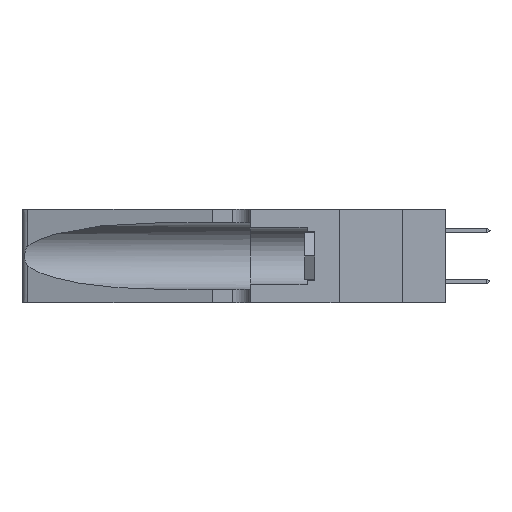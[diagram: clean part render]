
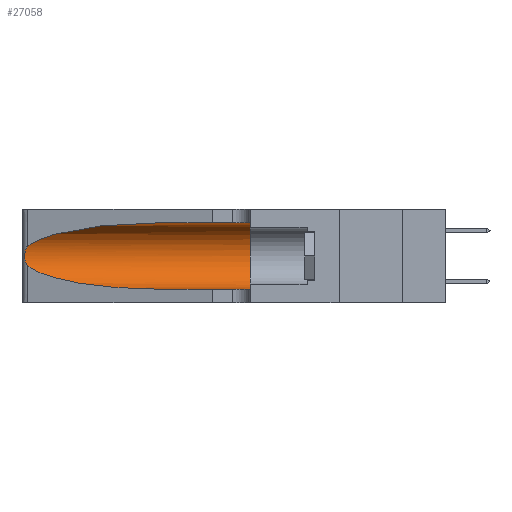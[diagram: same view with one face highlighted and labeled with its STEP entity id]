
A CAD part, left-side view. The second image highlights one B-rep face of the part: STEP entity #27058.
In plain terms, the highlighted cylindrical face has radius 3.308 mm (diameter 6.617 mm), a partial arc.
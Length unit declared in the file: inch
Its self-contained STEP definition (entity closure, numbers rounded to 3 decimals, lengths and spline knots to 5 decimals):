
#2188 = ORIENTED_EDGE ( 'NONE', *, *, #6980, .T. ) ;
#2199 = CARTESIAN_POINT ( 'NONE',  ( 0.25789, 1.23486, 0.15765 ) ) ;
#2298 = CARTESIAN_POINT ( 'NONE',  ( 0.2373, 1.15595, 0.08982 ) ) ;
#2355 = CARTESIAN_POINT ( 'NONE',  ( 0.1305, 0.35, 0.31525 ) ) ;
#3356 = DIRECTION ( 'NONE',  ( 0., -1., 0. ) ) ;
#4080 = ORIENTED_EDGE ( 'NONE', *, *, #26204, .F. ) ;
#5165 = CARTESIAN_POINT ( 'NONE',  ( 0.25487, 1.22718, 0.14631 ) ) ;
#5315 = LINE ( 'NONE', #33914, #31506 ) ;
#6127 = CARTESIAN_POINT ( 'NONE',  ( 0.1305, 0.72297, 0.31525 ) ) ;
#6554 = CARTESIAN_POINT ( 'NONE',  ( 0.25487, 1.22718, 0.22369 ) ) ;
#6980 = EDGE_CURVE ( 'NONE', #44485, #16224, #31291, .T. ) ;
#8759 = CARTESIAN_POINT ( 'NONE',  ( 0.1305, 0.72297, 0.31525 ) ) ;
#11275 = FACE_OUTER_BOUND ( 'NONE', #29811, .T. ) ;
#13030 = DIRECTION ( 'NONE',  ( 0., 1., 0. ) ) ;
#13060 = CARTESIAN_POINT ( 'NONE',  ( 0.1305, 0.72297, 0.05475 ) ) ;
#13597 = VERTEX_POINT ( 'NONE', #24987 ) ;
#13818 = AXIS2_PLACEMENT_3D ( 'NONE', #37134, #13030, #40607 ) ;
#15803 = VERTEX_POINT ( 'NONE', #2355 ) ;
#16149 = CARTESIAN_POINT ( 'NONE',  ( 0.18966, 0.96281, 0.31525 ) ) ;
#16224 = VERTEX_POINT ( 'NONE', #23310 ) ;
#16301 = CARTESIAN_POINT ( 'NONE',  ( 0.25555, 1.22993, 0.14849 ) ) ;
#16437 = CARTESIAN_POINT ( 'NONE',  ( 0.25555, 1.22994, 0.2215 ) ) ;
#16444 = ORIENTED_EDGE ( 'NONE', *, *, #34275, .F. ) ;
#17477 = CARTESIAN_POINT ( 'NONE',  ( 0.2373, 1.15595, 0.28018 ) ) ;
#17777 = ORIENTED_EDGE ( 'NONE', *, *, #19414, .T. ) ;
#17899 = DIRECTION ( 'NONE',  ( 0., -1., 0. ) ) ;
#19204 = VERTEX_POINT ( 'NONE', #8759 ) ;
#19414 = EDGE_CURVE ( 'NONE', #13597, #44485, #30710, .T. ) ;
#19450 = CARTESIAN_POINT ( 'NONE',  ( 0.25856, 1.23593, 0.16098 ) ) ;
#19603 = CARTESIAN_POINT ( 'NONE',  ( 0.26075, 1.23896, 0.19203 ) ) ;
#19904 = CARTESIAN_POINT ( 'NONE',  ( 0.25487, 1.22718, 0.22369 ) ) ;
#22587 = DIRECTION ( 'NONE',  ( 0., -1., 0. ) ) ;
#22799 = CARTESIAN_POINT ( 'NONE',  ( 0.25787, 1.23484, 0.2124 ) ) ;
#23310 = CARTESIAN_POINT ( 'NONE',  ( 0.1305, 0.35, 0.05475 ) ) ;
#24017 = ORIENTED_EDGE ( 'NONE', *, *, #33296, .T. ) ;
#24122 = ORIENTED_EDGE ( 'NONE', *, *, #26892, .T. ) ;
#24987 = CARTESIAN_POINT ( 'NONE',  ( 0.25487, 1.22718, 0.14631 ) ) ;
#26204 = EDGE_CURVE ( 'NONE', #15803, #16224, #31151, .T. ) ;
#26208 = CARTESIAN_POINT ( 'NONE',  ( 0.25487, 1.22718, 0.14631 ) ) ;
#26647 = CARTESIAN_POINT ( 'NONE',  ( 0.26075, 1.23896, 0.178 ) ) ;
#26892 = EDGE_CURVE ( 'NONE', #19204, #44204, #34816, .T. ) ;
#27058 = ADVANCED_FACE ( 'NONE', ( #11275 ), #34316, .F. ) ;
#27792 = CARTESIAN_POINT ( 'NONE',  ( 0.1305, 1.61858, 0.185 ) ) ;
#29469 = CARTESIAN_POINT ( 'NONE',  ( 0.25854, 1.2359, 0.20912 ) ) ;
#29811 = EDGE_LOOP ( 'NONE', ( #24122, #24017, #17777, #2188, #4080, #16444 ) ) ;
#30710 =( BOUNDED_CURVE ( )  B_SPLINE_CURVE ( 3, ( #5165, #2298, #31544, #43625 ),
 .UNSPECIFIED., .F., .T. ) 
 B_SPLINE_CURVE_WITH_KNOTS ( ( 4, 4 ),
 ( 3.44316, 4.71239 ),
 .UNSPECIFIED. ) 
 CURVE ( )  GEOMETRIC_REPRESENTATION_ITEM ( )  RATIONAL_B_SPLINE_CURVE ( ( 1., 0.87, 0.87, 1. ) ) 
 REPRESENTATION_ITEM ( '' )  );
#31151 = CIRCLE ( 'NONE', #13818, 0.13025 ) ;
#31291 = LINE ( 'NONE', #39471, #37236 ) ;
#31506 = VECTOR ( 'NONE', #3356, 39.37008 ) ;
#31544 = CARTESIAN_POINT ( 'NONE',  ( 0.18966, 0.96281, 0.05475 ) ) ;
#32906 = CARTESIAN_POINT ( 'NONE',  ( 0.25639, 1.23186, 0.15144 ) ) ;
#33296 = EDGE_CURVE ( 'NONE', #44204, #13597, #36195, .T. ) ;
#33914 = CARTESIAN_POINT ( 'NONE',  ( 0.1305, 1.61858, 0.31525 ) ) ;
#34275 = EDGE_CURVE ( 'NONE', #19204, #15803, #5315, .T. ) ;
#34316 = CYLINDRICAL_SURFACE ( 'NONE', #41999, 0.13025 ) ;
#34816 =( BOUNDED_CURVE ( )  B_SPLINE_CURVE ( 3, ( #6127, #16149, #17477, #6554 ),
 .UNSPECIFIED., .F., .F. ) 
 B_SPLINE_CURVE_WITH_KNOTS ( ( 4, 4 ),
 ( 1.5708, 2.84003 ),
 .UNSPECIFIED. ) 
 CURVE ( )  GEOMETRIC_REPRESENTATION_ITEM ( )  RATIONAL_B_SPLINE_CURVE ( ( 1., 0.87, 0.87, 1. ) ) 
 REPRESENTATION_ITEM ( '' )  );
#36195 = B_SPLINE_CURVE_WITH_KNOTS ( 'NONE', 3,
 ( #19904, #16437, #36652, #22799, #29469, #39849, #19603, #26647, #43472, #19450, #2199, #32906, #16301, #26208 ),
 .UNSPECIFIED., .F., .F.,
 ( 4, 2, 2, 2, 2, 2, 4 ),
 ( 0., 0.00027, 0.00053, 0.00107, 0.0016, 0.00187, 0.00214 ),
 .UNSPECIFIED. ) ;
#36652 = CARTESIAN_POINT ( 'NONE',  ( 0.25639, 1.23184, 0.21858 ) ) ;
#37134 = CARTESIAN_POINT ( 'NONE',  ( 0.1305, 0.35, 0.185 ) ) ;
#37236 = VECTOR ( 'NONE', #22587, 39.37008 ) ;
#39471 = CARTESIAN_POINT ( 'NONE',  ( 0.1305, 1.61858, 0.05475 ) ) ;
#39849 = CARTESIAN_POINT ( 'NONE',  ( 0.26018, 1.23835, 0.19895 ) ) ;
#40607 = DIRECTION ( 'NONE',  ( 0., 0., 1. ) ) ;
#41999 = AXIS2_PLACEMENT_3D ( 'NONE', #27792, #17899, #42048 ) ;
#42048 = DIRECTION ( 'NONE',  ( 0., 0., -1. ) ) ;
#42780 = CARTESIAN_POINT ( 'NONE',  ( 0.25487, 1.22718, 0.22369 ) ) ;
#43472 = CARTESIAN_POINT ( 'NONE',  ( 0.26017, 1.23833, 0.17102 ) ) ;
#43625 = CARTESIAN_POINT ( 'NONE',  ( 0.1305, 0.72297, 0.05475 ) ) ;
#44204 = VERTEX_POINT ( 'NONE', #42780 ) ;
#44485 = VERTEX_POINT ( 'NONE', #13060 ) ;
